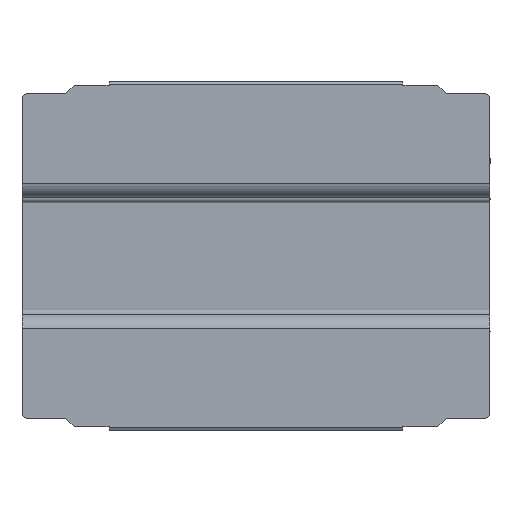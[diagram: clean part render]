
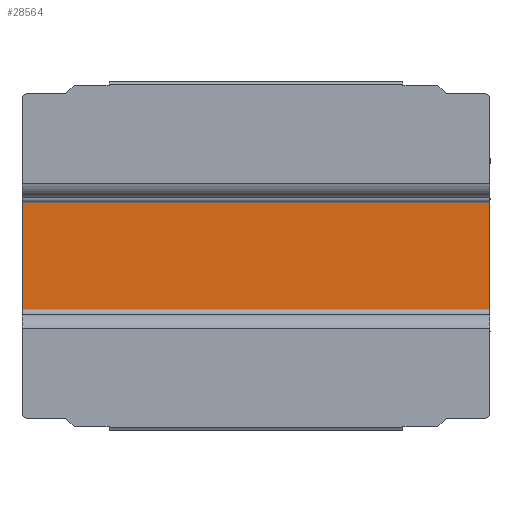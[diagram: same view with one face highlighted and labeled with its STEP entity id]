
A CAD part, front view. The second image highlights one B-rep face of the part: STEP entity #28564.
In plain terms, the highlighted planar face has unit normal (0, -1, 0).
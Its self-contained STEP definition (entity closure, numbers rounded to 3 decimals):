
#4326 = VERTEX_POINT ( 'NONE', #13046 ) ;
#4460 = VERTEX_POINT ( 'NONE', #13042 ) ;
#4551 = VERTEX_POINT ( 'NONE', #13317 ) ;
#4575 = VERTEX_POINT ( 'NONE', #13229 ) ;
#6308 = LINE ( 'NONE', #23089, #6310 ) ;
#6310 = VECTOR ( 'NONE', #23090, 1000. ) ;
#6313 = VECTOR ( 'NONE', #23191, 1000. ) ;
#6330 = LINE ( 'NONE', #23190, #6313 ) ;
#6571 = VECTOR ( 'NONE', #10072, 1000. ) ;
#6579 = LINE ( 'NONE', #10071, #6571 ) ;
#10071 = CARTESIAN_POINT ( 'NONE',  ( -61.5, 9.5, -6.7 ) ) ;
#10072 = DIRECTION ( 'NONE',  ( 1., 0., 0. ) ) ;
#13042 = CARTESIAN_POINT ( 'NONE',  ( -18.5, 9.5, 6.7 ) ) ;
#13046 = CARTESIAN_POINT ( 'NONE',  ( -61.5, 9.5, -6.7 ) ) ;
#13229 = CARTESIAN_POINT ( 'NONE',  ( -61.5, 9.5, 6.7 ) ) ;
#13317 = CARTESIAN_POINT ( 'NONE',  ( -18.5, 9.5, -6.7 ) ) ;
#18873 = FACE_OUTER_BOUND ( 'NONE', #20356, .T. ) ;
#19062 = LINE ( 'NONE', #22191, #19063 ) ;
#19063 = VECTOR ( 'NONE', #22192, 1000. ) ;
#20260 = ORIENTED_EDGE ( 'NONE', *, *, #28842, .T. ) ;
#20275 = ORIENTED_EDGE ( 'NONE', *, *, #29112, .T. ) ;
#20317 = ORIENTED_EDGE ( 'NONE', *, *, #28714, .T. ) ;
#20328 = ORIENTED_EDGE ( 'NONE', *, *, #28860, .F. ) ;
#20356 = EDGE_LOOP ( 'NONE', ( #20260, #20328, #20317, #20275 ) ) ;
#22191 = CARTESIAN_POINT ( 'NONE',  ( -61.5, 9.5, -7.5 ) ) ;
#22192 = DIRECTION ( 'NONE',  ( 0., 0., -1. ) ) ;
#23089 = CARTESIAN_POINT ( 'NONE',  ( -18.5, 9.5, -7.5 ) ) ;
#23090 = DIRECTION ( 'NONE',  ( 0., 0., 1. ) ) ;
#23190 = CARTESIAN_POINT ( 'NONE',  ( -61.5, 9.5, 6.7 ) ) ;
#23191 = DIRECTION ( 'NONE',  ( 1., 0., 0. ) ) ;
#24621 = CARTESIAN_POINT ( 'NONE',  ( -43.75, 9.5, 0. ) ) ;
#24622 = PLANE ( 'NONE',  #28449 ) ;
#24623 = DIRECTION ( 'NONE',  ( 0., 1., 0. ) ) ;
#24624 = DIRECTION ( 'NONE',  ( 0., 0., 1. ) ) ;
#28449 = AXIS2_PLACEMENT_3D ( 'NONE', #24621, #24623, #24624 ) ;
#28564 = ADVANCED_FACE ( 'NONE', ( #18873 ), #24622, .F. ) ;
#28714 = EDGE_CURVE ( 'NONE', #4575, #4326, #19062, .T. ) ;
#28842 = EDGE_CURVE ( 'NONE', #4551, #4460, #6308, .T. ) ;
#28860 = EDGE_CURVE ( 'NONE', #4575, #4460, #6330, .T. ) ;
#29112 = EDGE_CURVE ( 'NONE', #4326, #4551, #6579, .T. ) ;
